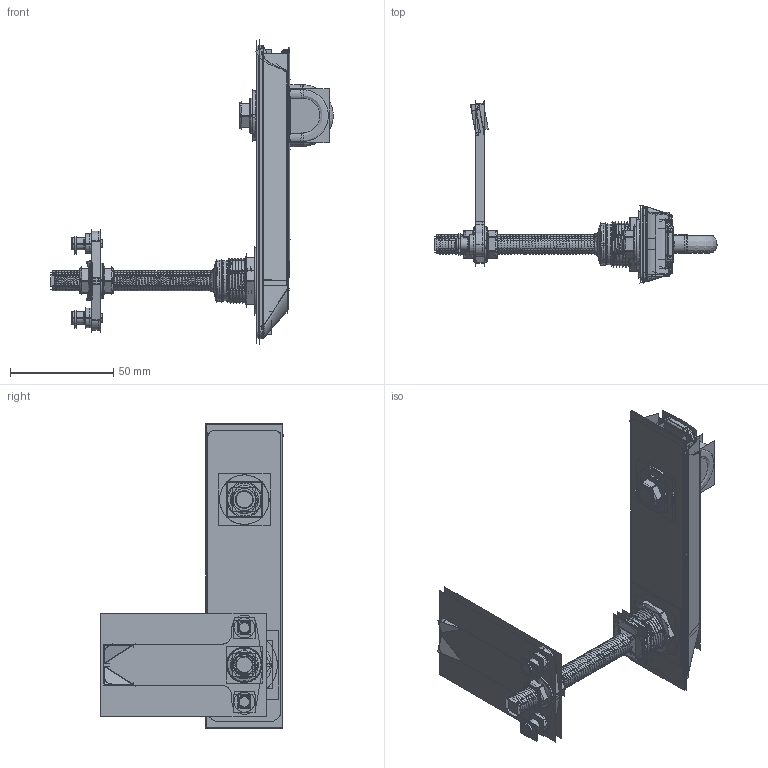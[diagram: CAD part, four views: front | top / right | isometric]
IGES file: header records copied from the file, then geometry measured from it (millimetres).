
Start section:  PTC IGES file: zhuangpei_asm.igs
Global section: file name: zhuangpei_asm.igs; native system: Pro/ENGINEER by Parametric Technology Corporation; preprocessor: 2009060; author: Administrator; organization: Unknown; date: 20150408.111341; units: millimetre
Bounding box: 136.69 x 88.41 x 147.68 mm (x, y, z)
Surface area: 707676.6 mm2 (no closed solid volume)
Topology: 0 solids, 0 shells, 5652 faces, 80421 edges, 104639 vertices
Faces by surface type: bspline 3774, revolution 1870, extrusion 8
